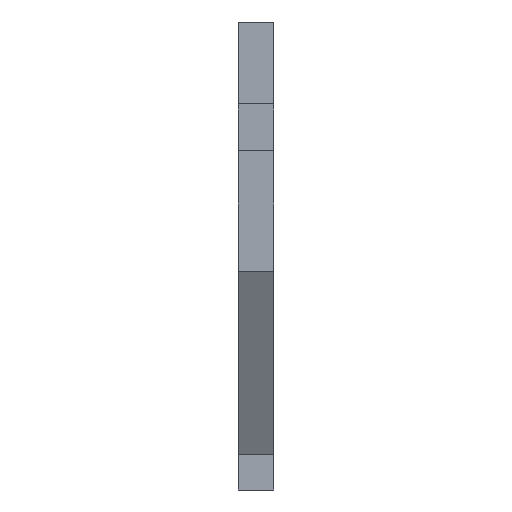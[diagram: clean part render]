
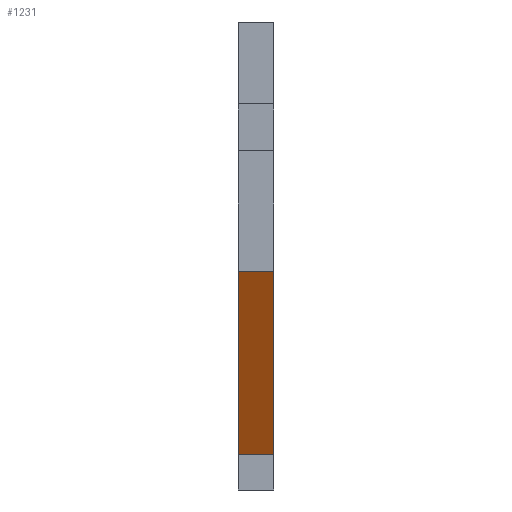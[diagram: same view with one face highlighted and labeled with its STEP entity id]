
A CAD part, left-side view. The second image highlights one B-rep face of the part: STEP entity #1231.
In plain terms, the highlighted planar face has unit normal (-0.872, 0, -0.49).
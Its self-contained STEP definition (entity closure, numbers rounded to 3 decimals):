
#1 = EDGE_CURVE ( 'NONE', #406, #1670, #1222, .T. ) ;
#45 = CARTESIAN_POINT ( 'NONE',  ( -24.066, -1.5, -1.315 ) ) ;
#85 = DIRECTION ( 'NONE',  ( -0.49, 0., 0.872 ) ) ;
#169 = EDGE_CURVE ( 'NONE', #2337, #2197, #923, .T. ) ;
#193 = VECTOR ( 'NONE', #491, 1000. ) ;
#219 = DIRECTION ( 'NONE',  ( -0.872, 0., -0.49 ) ) ;
#406 = VERTEX_POINT ( 'NONE', #1719 ) ;
#415 = VECTOR ( 'NONE', #2198, 1000. ) ;
#451 = ORIENTED_EDGE ( 'NONE', *, *, #1390, .F. ) ;
#478 = CARTESIAN_POINT ( 'NONE',  ( -15.25, 1.5, -17. ) ) ;
#491 = DIRECTION ( 'NONE',  ( -0.49, 0., 0.872 ) ) ;
#727 = CARTESIAN_POINT ( 'NONE',  ( -15.25, 1.5, -17. ) ) ;
#780 = CARTESIAN_POINT ( 'NONE',  ( -15.25, -1.5, -17. ) ) ;
#841 = DIRECTION ( 'NONE',  ( 0., -1., 0. ) ) ;
#862 = ORIENTED_EDGE ( 'NONE', *, *, #169, .T. ) ;
#923 = LINE ( 'NONE', #478, #415 ) ;
#1008 = CARTESIAN_POINT ( 'NONE',  ( -24.066, -1.5, -1.315 ) ) ;
#1089 = CARTESIAN_POINT ( 'NONE',  ( -15.25, 1.5, -17. ) ) ;
#1105 = VECTOR ( 'NONE', #841, 1000. ) ;
#1222 = LINE ( 'NONE', #1008, #1105 ) ;
#1228 = EDGE_CURVE ( 'NONE', #2197, #1670, #2030, .T. ) ;
#1231 = ADVANCED_FACE ( 'NONE', ( #2360 ), #1555, .T. ) ;
#1390 = EDGE_CURVE ( 'NONE', #2337, #406, #1798, .T. ) ;
#1543 = ORIENTED_EDGE ( 'NONE', *, *, #1228, .T. ) ;
#1545 = VECTOR ( 'NONE', #1746, 1000. ) ;
#1555 = PLANE ( 'NONE',  #2048 ) ;
#1670 = VERTEX_POINT ( 'NONE', #45 ) ;
#1719 = CARTESIAN_POINT ( 'NONE',  ( -24.066, 1.5, -1.315 ) ) ;
#1725 = EDGE_LOOP ( 'NONE', ( #1814, #451, #862, #1543 ) ) ;
#1746 = DIRECTION ( 'NONE',  ( -0.49, 0., 0.872 ) ) ;
#1798 = LINE ( 'NONE', #1089, #193 ) ;
#1814 = ORIENTED_EDGE ( 'NONE', *, *, #1, .F. ) ;
#2030 = LINE ( 'NONE', #2305, #1545 ) ;
#2048 = AXIS2_PLACEMENT_3D ( 'NONE', #2330, #219, #85 ) ;
#2197 = VERTEX_POINT ( 'NONE', #780 ) ;
#2198 = DIRECTION ( 'NONE',  ( 0., -1., 0. ) ) ;
#2305 = CARTESIAN_POINT ( 'NONE',  ( -15.25, -1.5, -17. ) ) ;
#2330 = CARTESIAN_POINT ( 'NONE',  ( -15.25, -1.5, -17. ) ) ;
#2337 = VERTEX_POINT ( 'NONE', #727 ) ;
#2360 = FACE_OUTER_BOUND ( 'NONE', #1725, .T. ) ;
